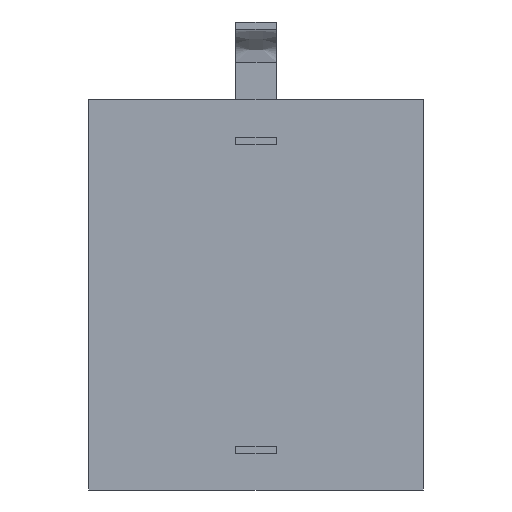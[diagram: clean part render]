
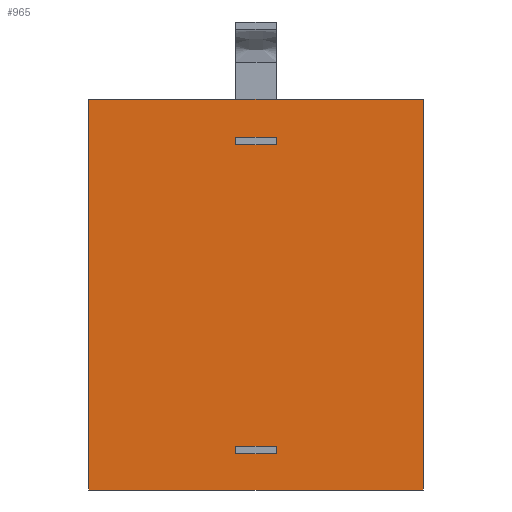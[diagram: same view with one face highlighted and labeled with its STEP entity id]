
A CAD part, front view. The second image highlights one B-rep face of the part: STEP entity #965.
In plain terms, the highlighted planar face has unit normal (0, -1, 0).
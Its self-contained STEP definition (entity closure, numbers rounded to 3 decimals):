
#28=FACE_BOUND('',#162,.T.);
#29=FACE_BOUND('',#163,.T.);
#51=PLANE('',#1044);
#104=FACE_OUTER_BOUND('',#161,.T.);
#161=EDGE_LOOP('',(#849,#850,#851,#852));
#162=EDGE_LOOP('',(#853,#854,#855,#856));
#163=EDGE_LOOP('',(#857,#858,#859,#860));
#261=LINE('',#2849,#339);
#265=LINE('',#2857,#343);
#268=LINE('',#2863,#346);
#271=LINE('',#2868,#349);
#273=LINE('',#2874,#351);
#277=LINE('',#2882,#355);
#280=LINE('',#2888,#358);
#283=LINE('',#2893,#361);
#286=LINE('',#2904,#364);
#292=LINE('',#2914,#370);
#295=LINE('',#2920,#373);
#298=LINE('',#2925,#376);
#339=VECTOR('',#1161,10.);
#343=VECTOR('',#1167,10.);
#346=VECTOR('',#1172,10.);
#349=VECTOR('',#1177,10.);
#351=VECTOR('',#1183,10.);
#355=VECTOR('',#1189,10.);
#358=VECTOR('',#1194,10.);
#361=VECTOR('',#1199,10.);
#364=VECTOR('',#1212,10.);
#370=VECTOR('',#1220,10.);
#373=VECTOR('',#1225,10.);
#376=VECTOR('',#1230,10.);
#447=VERTEX_POINT('',#2847);
#448=VERTEX_POINT('',#2848);
#451=VERTEX_POINT('',#2856);
#453=VERTEX_POINT('',#2862);
#455=VERTEX_POINT('',#2872);
#456=VERTEX_POINT('',#2873);
#459=VERTEX_POINT('',#2881);
#461=VERTEX_POINT('',#2887);
#464=VERTEX_POINT('',#2902);
#465=VERTEX_POINT('',#2903);
#468=VERTEX_POINT('',#2913);
#470=VERTEX_POINT('',#2919);
#565=EDGE_CURVE('',#447,#448,#261,.T.);
#569=EDGE_CURVE('',#448,#451,#265,.T.);
#572=EDGE_CURVE('',#451,#453,#268,.T.);
#575=EDGE_CURVE('',#453,#447,#271,.T.);
#577=EDGE_CURVE('',#455,#456,#273,.T.);
#581=EDGE_CURVE('',#456,#459,#277,.T.);
#584=EDGE_CURVE('',#459,#461,#280,.T.);
#587=EDGE_CURVE('',#461,#455,#283,.T.);
#591=EDGE_CURVE('',#464,#465,#286,.T.);
#597=EDGE_CURVE('',#468,#464,#292,.T.);
#600=EDGE_CURVE('',#470,#468,#295,.T.);
#603=EDGE_CURVE('',#465,#470,#298,.T.);
#849=ORIENTED_EDGE('',*,*,#603,.F.);
#850=ORIENTED_EDGE('',*,*,#591,.F.);
#851=ORIENTED_EDGE('',*,*,#597,.F.);
#852=ORIENTED_EDGE('',*,*,#600,.F.);
#853=ORIENTED_EDGE('',*,*,#565,.T.);
#854=ORIENTED_EDGE('',*,*,#569,.T.);
#855=ORIENTED_EDGE('',*,*,#572,.T.);
#856=ORIENTED_EDGE('',*,*,#575,.T.);
#857=ORIENTED_EDGE('',*,*,#577,.T.);
#858=ORIENTED_EDGE('',*,*,#581,.T.);
#859=ORIENTED_EDGE('',*,*,#584,.T.);
#860=ORIENTED_EDGE('',*,*,#587,.T.);
#965=ADVANCED_FACE('',(#104,#28,#29),#51,.F.);
#1044=AXIS2_PLACEMENT_3D('',#2928,#1234,#1235);
#1161=DIRECTION('',(-1.,0.,0.));
#1167=DIRECTION('',(0.,0.,1.));
#1172=DIRECTION('',(1.,0.,0.));
#1177=DIRECTION('',(0.,0.,-1.));
#1183=DIRECTION('',(-1.,0.,0.));
#1189=DIRECTION('',(0.,0.,1.));
#1194=DIRECTION('',(1.,0.,0.));
#1199=DIRECTION('',(0.,0.,-1.));
#1212=DIRECTION('',(1.,0.,0.));
#1220=DIRECTION('',(0.,0.,1.));
#1225=DIRECTION('',(-1.,0.,0.));
#1230=DIRECTION('',(0.,0.,-1.));
#1234=DIRECTION('center_axis',(0.,1.,0.));
#1235=DIRECTION('ref_axis',(1.,0.,0.));
#2847=CARTESIAN_POINT('',(0.55,0.,4.03));
#2848=CARTESIAN_POINT('',(-0.55,0.,4.03));
#2849=CARTESIAN_POINT('',(-0.275,0.,4.03));
#2856=CARTESIAN_POINT('',(-0.55,0.,4.23));
#2857=CARTESIAN_POINT('',(-0.55,0.,2.115));
#2862=CARTESIAN_POINT('',(0.55,0.,4.23));
#2863=CARTESIAN_POINT('',(0.275,0.,4.23));
#2868=CARTESIAN_POINT('',(0.55,0.,2.015));
#2872=CARTESIAN_POINT('',(0.55,0.,-4.27));
#2873=CARTESIAN_POINT('',(-0.55,0.,-4.27));
#2874=CARTESIAN_POINT('',(-0.275,0.,-4.27));
#2881=CARTESIAN_POINT('',(-0.55,0.,-4.07));
#2882=CARTESIAN_POINT('',(-0.55,0.,-2.035));
#2887=CARTESIAN_POINT('',(0.55,0.,-4.07));
#2888=CARTESIAN_POINT('',(0.275,0.,-4.07));
#2893=CARTESIAN_POINT('',(0.55,0.,-2.135));
#2902=CARTESIAN_POINT('',(-4.5,0.,5.25));
#2903=CARTESIAN_POINT('',(4.5,0.,5.25));
#2904=CARTESIAN_POINT('',(-4.5,0.,5.25));
#2913=CARTESIAN_POINT('',(-4.5,0.,-5.25));
#2914=CARTESIAN_POINT('',(-4.5,0.,-5.25));
#2919=CARTESIAN_POINT('',(4.5,0.,-5.25));
#2920=CARTESIAN_POINT('',(4.5,0.,-5.25));
#2925=CARTESIAN_POINT('',(4.5,0.,5.25));
#2928=CARTESIAN_POINT('Origin',(0.,0.,0.));
